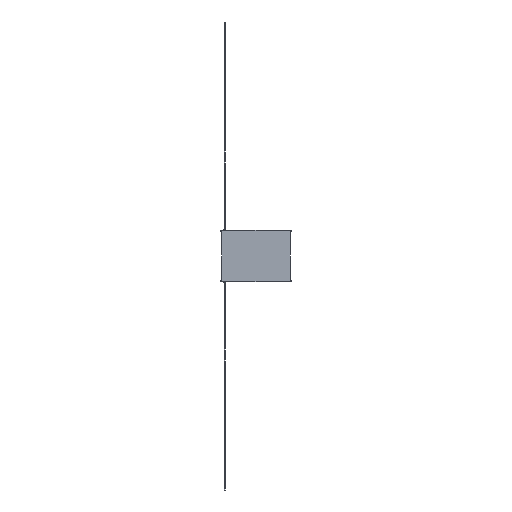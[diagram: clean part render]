
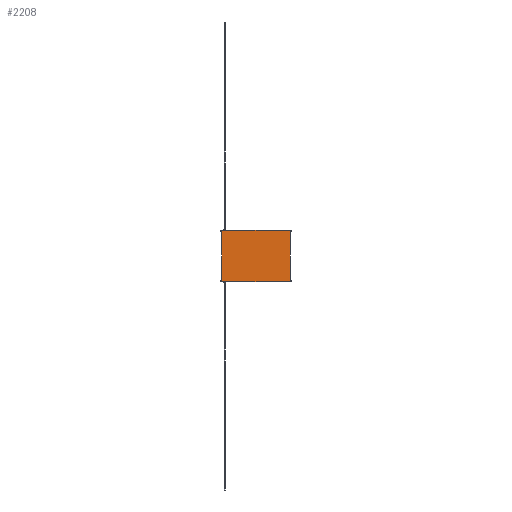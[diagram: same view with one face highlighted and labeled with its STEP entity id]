
A CAD part, left-side view. The second image highlights one B-rep face of the part: STEP entity #2208.
In plain terms, the highlighted planar face has unit normal (-1, 0, 0).
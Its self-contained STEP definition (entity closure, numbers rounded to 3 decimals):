
#51 = CARTESIAN_POINT ( 'NONE',  ( -113.15, 153.3, -106.65 ) ) ;
#53 = EDGE_CURVE ( 'NONE', #2608, #1179, #2495, .T. ) ;
#55 = VECTOR ( 'NONE', #292, 1000. ) ;
#83 = CARTESIAN_POINT ( 'NONE',  ( -113.15, 153.3, -113.15 ) ) ;
#175 = ORIENTED_EDGE ( 'NONE', *, *, #2916, .T. ) ;
#191 = EDGE_CURVE ( 'NONE', #3161, #1179, #2532, .T. ) ;
#193 = VECTOR ( 'NONE', #2134, 1000. ) ;
#244 = LINE ( 'NONE', #2213, #752 ) ;
#246 = ORIENTED_EDGE ( 'NONE', *, *, #466, .F. ) ;
#264 = CARTESIAN_POINT ( 'NONE',  ( -113.15, -150., -106.65 ) ) ;
#266 = DIRECTION ( 'NONE',  ( 0., 0., 1. ) ) ;
#292 = DIRECTION ( 'NONE',  ( 0., 0., -1. ) ) ;
#296 = CARTESIAN_POINT ( 'NONE',  ( -113.15, -153.3, -106.65 ) ) ;
#371 = DIRECTION ( 'NONE',  ( 0., -1., 0. ) ) ;
#460 = PLANE ( 'NONE',  #2731 ) ;
#466 = EDGE_CURVE ( 'NONE', #1419, #1348, #3162, .T. ) ;
#596 = VERTEX_POINT ( 'NONE', #786 ) ;
#645 = VECTOR ( 'NONE', #3238, 1000. ) ;
#698 = VECTOR ( 'NONE', #1941, 1000. ) ;
#747 = DIRECTION ( 'NONE',  ( 0., -1., 0. ) ) ;
#752 = VECTOR ( 'NONE', #266, 1000. ) ;
#786 = CARTESIAN_POINT ( 'NONE',  ( -113.15, 153.3, 106.65 ) ) ;
#811 = LINE ( 'NONE', #264, #2944 ) ;
#834 = CARTESIAN_POINT ( 'NONE',  ( -113.15, 153.3, -113.15 ) ) ;
#1025 = DIRECTION ( 'NONE',  ( 0., 0., 1. ) ) ;
#1032 = LINE ( 'NONE', #3459, #193 ) ;
#1043 = CARTESIAN_POINT ( 'NONE',  ( -113.15, 153.3, 106.65 ) ) ;
#1069 = DIRECTION ( 'NONE',  ( 0., 0., 1. ) ) ;
#1089 = VERTEX_POINT ( 'NONE', #1343 ) ;
#1097 = DIRECTION ( 'NONE',  ( 0., -1., 0. ) ) ;
#1179 = VERTEX_POINT ( 'NONE', #3041 ) ;
#1224 = LINE ( 'NONE', #1798, #2561 ) ;
#1252 = LINE ( 'NONE', #1320, #1656 ) ;
#1261 = DIRECTION ( 'NONE',  ( 0., -1., 0. ) ) ;
#1283 = CARTESIAN_POINT ( 'NONE',  ( -113.15, 153.3, 113.15 ) ) ;
#1312 = LINE ( 'NONE', #3010, #1655 ) ;
#1316 = CARTESIAN_POINT ( 'NONE',  ( -113.15, -153.3, -113.15 ) ) ;
#1320 = CARTESIAN_POINT ( 'NONE',  ( -113.15, 153.3, -106.65 ) ) ;
#1343 = CARTESIAN_POINT ( 'NONE',  ( -113.15, 153.3, 113.15 ) ) ;
#1348 = VERTEX_POINT ( 'NONE', #1793 ) ;
#1386 = EDGE_CURVE ( 'NONE', #1419, #2844, #1252, .T. ) ;
#1419 = VERTEX_POINT ( 'NONE', #2708 ) ;
#1448 = EDGE_CURVE ( 'NONE', #3496, #2608, #811, .T. ) ;
#1655 = VECTOR ( 'NONE', #1097, 1000. ) ;
#1656 = VECTOR ( 'NONE', #3203, 1000. ) ;
#1715 = EDGE_CURVE ( 'NONE', #596, #2650, #1032, .T. ) ;
#1793 = CARTESIAN_POINT ( 'NONE',  ( -113.15, 150., -106.65 ) ) ;
#1798 = CARTESIAN_POINT ( 'NONE',  ( -113.15, -153.3, -106.65 ) ) ;
#1835 = CARTESIAN_POINT ( 'NONE',  ( -113.15, -150., -106.65 ) ) ;
#1862 = LINE ( 'NONE', #1283, #645 ) ;
#1874 = CARTESIAN_POINT ( 'NONE',  ( -113.15, -150., -106.65 ) ) ;
#1875 = EDGE_LOOP ( 'NONE', ( #2252, #1931, #3234, #3078, #175, #2242, #3082, #246, #1984, #1972, #3205, #2073 ) ) ;
#1931 = ORIENTED_EDGE ( 'NONE', *, *, #53, .T. ) ;
#1941 = DIRECTION ( 'NONE',  ( 0., -1., 0. ) ) ;
#1959 = VERTEX_POINT ( 'NONE', #1316 ) ;
#1972 = ORIENTED_EDGE ( 'NONE', *, *, #2387, .T. ) ;
#1984 = ORIENTED_EDGE ( 'NONE', *, *, #1386, .T. ) ;
#2016 = DIRECTION ( 'NONE',  ( 0., 0., -1. ) ) ;
#2031 = EDGE_CURVE ( 'NONE', #3555, #1959, #1224, .T. ) ;
#2057 = EDGE_CURVE ( 'NONE', #3496, #3555, #2089, .T. ) ;
#2073 = ORIENTED_EDGE ( 'NONE', *, *, #2057, .F. ) ;
#2089 = LINE ( 'NONE', #51, #3148 ) ;
#2134 = DIRECTION ( 'NONE',  ( 0., -1., 0. ) ) ;
#2208 = ADVANCED_FACE ( 'NONE', ( #2462 ), #460, .T. ) ;
#2213 = CARTESIAN_POINT ( 'NONE',  ( -113.15, 150., -106.65 ) ) ;
#2218 = LINE ( 'NONE', #834, #698 ) ;
#2242 = ORIENTED_EDGE ( 'NONE', *, *, #1715, .T. ) ;
#2252 = ORIENTED_EDGE ( 'NONE', *, *, #1448, .T. ) ;
#2387 = EDGE_CURVE ( 'NONE', #2844, #1959, #2218, .T. ) ;
#2399 = CARTESIAN_POINT ( 'NONE',  ( -113.15, -150., 106.65 ) ) ;
#2406 = VECTOR ( 'NONE', #1261, 1000. ) ;
#2462 = FACE_OUTER_BOUND ( 'NONE', #1875, .T. ) ;
#2495 = LINE ( 'NONE', #1043, #3216 ) ;
#2532 = LINE ( 'NONE', #3361, #55 ) ;
#2561 = VECTOR ( 'NONE', #2016, 1000. ) ;
#2608 = VERTEX_POINT ( 'NONE', #2399 ) ;
#2650 = VERTEX_POINT ( 'NONE', #3581 ) ;
#2663 = DIRECTION ( 'NONE',  ( -1., 0., 0. ) ) ;
#2708 = CARTESIAN_POINT ( 'NONE',  ( -113.15, 153.3, -106.65 ) ) ;
#2713 = EDGE_CURVE ( 'NONE', #1348, #2650, #244, .T. ) ;
#2731 = AXIS2_PLACEMENT_3D ( 'NONE', #1835, #2663, #1025 ) ;
#2844 = VERTEX_POINT ( 'NONE', #83 ) ;
#2916 = EDGE_CURVE ( 'NONE', #1089, #596, #1862, .T. ) ;
#2944 = VECTOR ( 'NONE', #1069, 1000. ) ;
#3010 = CARTESIAN_POINT ( 'NONE',  ( -113.15, 153.3, 113.15 ) ) ;
#3041 = CARTESIAN_POINT ( 'NONE',  ( -113.15, -153.3, 106.65 ) ) ;
#3078 = ORIENTED_EDGE ( 'NONE', *, *, #3411, .F. ) ;
#3082 = ORIENTED_EDGE ( 'NONE', *, *, #2713, .F. ) ;
#3091 = CARTESIAN_POINT ( 'NONE',  ( -113.15, -153.3, 113.15 ) ) ;
#3148 = VECTOR ( 'NONE', #371, 1000. ) ;
#3161 = VERTEX_POINT ( 'NONE', #3091 ) ;
#3162 = LINE ( 'NONE', #3471, #2406 ) ;
#3203 = DIRECTION ( 'NONE',  ( 0., 0., -1. ) ) ;
#3205 = ORIENTED_EDGE ( 'NONE', *, *, #2031, .F. ) ;
#3216 = VECTOR ( 'NONE', #747, 1000. ) ;
#3234 = ORIENTED_EDGE ( 'NONE', *, *, #191, .F. ) ;
#3238 = DIRECTION ( 'NONE',  ( 0., 0., -1. ) ) ;
#3361 = CARTESIAN_POINT ( 'NONE',  ( -113.15, -153.3, 113.15 ) ) ;
#3411 = EDGE_CURVE ( 'NONE', #1089, #3161, #1312, .T. ) ;
#3459 = CARTESIAN_POINT ( 'NONE',  ( -113.15, 153.3, 106.65 ) ) ;
#3471 = CARTESIAN_POINT ( 'NONE',  ( -113.15, 153.3, -106.65 ) ) ;
#3496 = VERTEX_POINT ( 'NONE', #1874 ) ;
#3555 = VERTEX_POINT ( 'NONE', #296 ) ;
#3581 = CARTESIAN_POINT ( 'NONE',  ( -113.15, 150., 106.65 ) ) ;
